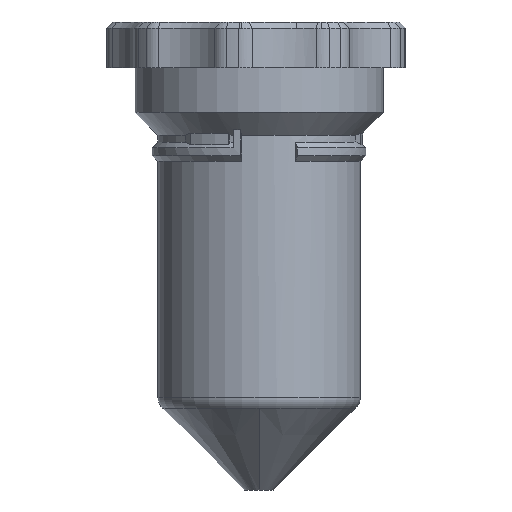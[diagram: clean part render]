
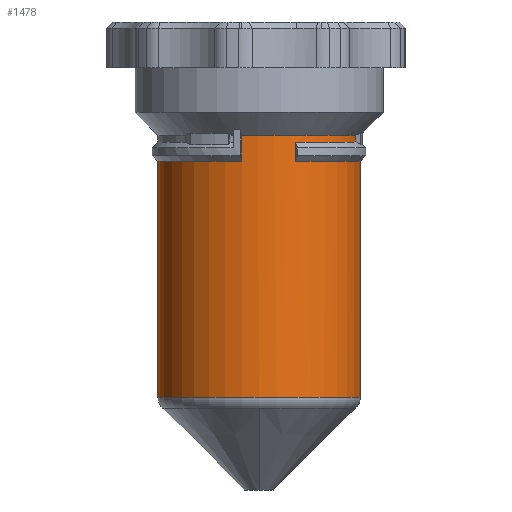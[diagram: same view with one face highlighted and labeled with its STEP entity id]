
A CAD part, left-side view. The second image highlights one B-rep face of the part: STEP entity #1478.
In plain terms, the highlighted cylindrical face has radius 26.5 mm (diameter 53 mm), a partial arc.
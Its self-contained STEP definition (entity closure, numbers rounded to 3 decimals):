
#104 = CIRCLE ( 'NONE', #7395, 26.5 ) ;
#119 = CIRCLE ( 'NONE', #1611, 26.5 ) ;
#169 = DIRECTION ( 'NONE',  ( 0., 0., -1. ) ) ;
#541 = VECTOR ( 'NONE', #5160, 1000. ) ;
#598 = CARTESIAN_POINT ( 'NONE',  ( -26.097, 4.602, 5.3 ) ) ;
#611 = DIRECTION ( 'NONE',  ( 0., 1., 0. ) ) ;
#771 = ORIENTED_EDGE ( 'NONE', *, *, #5125, .F. ) ;
#786 = CARTESIAN_POINT ( 'NONE',  ( 0., -26.5, -63.343 ) ) ;
#808 = DIRECTION ( 'NONE',  ( 0., 0., -1. ) ) ;
#833 = CARTESIAN_POINT ( 'NONE',  ( -7.748, -25.342, 7.3 ) ) ;
#922 = DIRECTION ( 'NONE',  ( 0., 1., 0. ) ) ;
#977 = VERTEX_POINT ( 'NONE', #1316 ) ;
#1093 = EDGE_CURVE ( 'NONE', #7118, #4844, #2817, .T. ) ;
#1193 = DIRECTION ( 'NONE',  ( 0., 1., 0. ) ) ;
#1255 = LINE ( 'NONE', #4967, #6272 ) ;
#1316 = CARTESIAN_POINT ( 'NONE',  ( 0., 26.5, -1.5 ) ) ;
#1317 = ORIENTED_EDGE ( 'NONE', *, *, #2498, .F. ) ;
#1412 = DIRECTION ( 'NONE',  ( 0., 0., -1. ) ) ;
#1478 = ADVANCED_FACE ( 'NONE', ( #6901 ), #3646, .T. ) ;
#1481 = DIRECTION ( 'NONE',  ( 0., 0., -1. ) ) ;
#1611 = AXIS2_PLACEMENT_3D ( 'NONE', #5498, #3875, #922 ) ;
#1687 = AXIS2_PLACEMENT_3D ( 'NONE', #4086, #2267, #611 ) ;
#1833 = VECTOR ( 'NONE', #1412, 1000. ) ;
#1880 = VERTEX_POINT ( 'NONE', #3148 ) ;
#1956 = EDGE_CURVE ( 'NONE', #4370, #5729, #119, .T. ) ;
#2005 = LINE ( 'NONE', #7364, #541 ) ;
#2163 = EDGE_CURVE ( 'NONE', #977, #2619, #2226, .T. ) ;
#2226 = LINE ( 'NONE', #3387, #7090 ) ;
#2267 = DIRECTION ( 'NONE',  ( 0., 0., -1. ) ) ;
#2498 = EDGE_CURVE ( 'NONE', #6093, #4370, #4408, .T. ) ;
#2619 = VERTEX_POINT ( 'NONE', #5041 ) ;
#2626 = CARTESIAN_POINT ( 'NONE',  ( 0., 0., -1.5 ) ) ;
#2642 = EDGE_CURVE ( 'NONE', #2619, #6832, #6566, .T. ) ;
#2817 = CIRCLE ( 'NONE', #3716, 26.5 ) ;
#2900 = ORIENTED_EDGE ( 'NONE', *, *, #3837, .F. ) ;
#3148 = CARTESIAN_POINT ( 'NONE',  ( -26.097, 4.602, -1.5 ) ) ;
#3311 = CIRCLE ( 'NONE', #1687, 26.5 ) ;
#3387 = CARTESIAN_POINT ( 'NONE',  ( 0., 26.5, 0. ) ) ;
#3428 = ORIENTED_EDGE ( 'NONE', *, *, #1956, .F. ) ;
#3453 = CARTESIAN_POINT ( 'NONE',  ( 0., 0., -63.343 ) ) ;
#3646 = CYLINDRICAL_SURFACE ( 'NONE', #6242, 26.5 ) ;
#3716 = AXIS2_PLACEMENT_3D ( 'NONE', #2626, #6687, #3734 ) ;
#3734 = DIRECTION ( 'NONE',  ( 0., 1., 0. ) ) ;
#3837 = EDGE_CURVE ( 'NONE', #5729, #4844, #6381, .T. ) ;
#3849 = VECTOR ( 'NONE', #169, 1000. ) ;
#3859 = CARTESIAN_POINT ( 'NONE',  ( -24.74, -9.497, 3.5 ) ) ;
#3875 = DIRECTION ( 'NONE',  ( 0., 0., -1. ) ) ;
#3973 = DIRECTION ( 'NONE',  ( 0., -1., 0. ) ) ;
#4086 = CARTESIAN_POINT ( 'NONE',  ( 0., 0., 5.3 ) ) ;
#4121 = CARTESIAN_POINT ( 'NONE',  ( 0., 0., 0. ) ) ;
#4185 = ORIENTED_EDGE ( 'NONE', *, *, #2163, .T. ) ;
#4269 = EDGE_CURVE ( 'NONE', #7280, #1880, #2005, .T. ) ;
#4318 = CARTESIAN_POINT ( 'NONE',  ( 0., 0., -1.5 ) ) ;
#4370 = VERTEX_POINT ( 'NONE', #6256 ) ;
#4408 = LINE ( 'NONE', #833, #1833 ) ;
#4417 = AXIS2_PLACEMENT_3D ( 'NONE', #3453, #5746, #3973 ) ;
#4534 = ORIENTED_EDGE ( 'NONE', *, *, #4269, .T. ) ;
#4695 = DIRECTION ( 'NONE',  ( 0., 0., -1. ) ) ;
#4774 = CARTESIAN_POINT ( 'NONE',  ( -24.74, -9.497, 4. ) ) ;
#4844 = VERTEX_POINT ( 'NONE', #5261 ) ;
#4887 = DIRECTION ( 'NONE',  ( 0., 1., 0. ) ) ;
#4967 = CARTESIAN_POINT ( 'NONE',  ( 0., -26.5, 0. ) ) ;
#5041 = CARTESIAN_POINT ( 'NONE',  ( 0., 26.5, -63.343 ) ) ;
#5125 = EDGE_CURVE ( 'NONE', #7118, #6832, #1255, .T. ) ;
#5160 = DIRECTION ( 'NONE',  ( 0., 0., -1. ) ) ;
#5261 = CARTESIAN_POINT ( 'NONE',  ( -24.74, -9.497, -1.5 ) ) ;
#5498 = CARTESIAN_POINT ( 'NONE',  ( 0., 0., 3.5 ) ) ;
#5526 = ORIENTED_EDGE ( 'NONE', *, *, #2642, .T. ) ;
#5611 = ORIENTED_EDGE ( 'NONE', *, *, #1093, .T. ) ;
#5729 = VERTEX_POINT ( 'NONE', #3859 ) ;
#5746 = DIRECTION ( 'NONE',  ( 0., 0., 1. ) ) ;
#6093 = VERTEX_POINT ( 'NONE', #7125 ) ;
#6242 = AXIS2_PLACEMENT_3D ( 'NONE', #4121, #4695, #1193 ) ;
#6256 = CARTESIAN_POINT ( 'NONE',  ( -7.748, -25.342, 3.5 ) ) ;
#6261 = CARTESIAN_POINT ( 'NONE',  ( 0., -26.5, -1.5 ) ) ;
#6272 = VECTOR ( 'NONE', #1481, 1000. ) ;
#6381 = LINE ( 'NONE', #4774, #3849 ) ;
#6392 = EDGE_CURVE ( 'NONE', #6093, #7280, #3311, .T. ) ;
#6560 = ORIENTED_EDGE ( 'NONE', *, *, #6892, .T. ) ;
#6566 = CIRCLE ( 'NONE', #4417, 26.5 ) ;
#6687 = DIRECTION ( 'NONE',  ( 0., 0., -1. ) ) ;
#6832 = VERTEX_POINT ( 'NONE', #786 ) ;
#6892 = EDGE_CURVE ( 'NONE', #1880, #977, #104, .T. ) ;
#6901 = FACE_OUTER_BOUND ( 'NONE', #7476, .T. ) ;
#7060 = ORIENTED_EDGE ( 'NONE', *, *, #6392, .T. ) ;
#7090 = VECTOR ( 'NONE', #7463, 1000. ) ;
#7118 = VERTEX_POINT ( 'NONE', #6261 ) ;
#7125 = CARTESIAN_POINT ( 'NONE',  ( -7.748, -25.342, 5.3 ) ) ;
#7280 = VERTEX_POINT ( 'NONE', #598 ) ;
#7364 = CARTESIAN_POINT ( 'NONE',  ( -26.097, 4.602, 4. ) ) ;
#7395 = AXIS2_PLACEMENT_3D ( 'NONE', #4318, #808, #4887 ) ;
#7463 = DIRECTION ( 'NONE',  ( 0., 0., -1. ) ) ;
#7476 = EDGE_LOOP ( 'NONE', ( #771, #5611, #2900, #3428, #1317, #7060, #4534, #6560, #4185, #5526 ) ) ;
